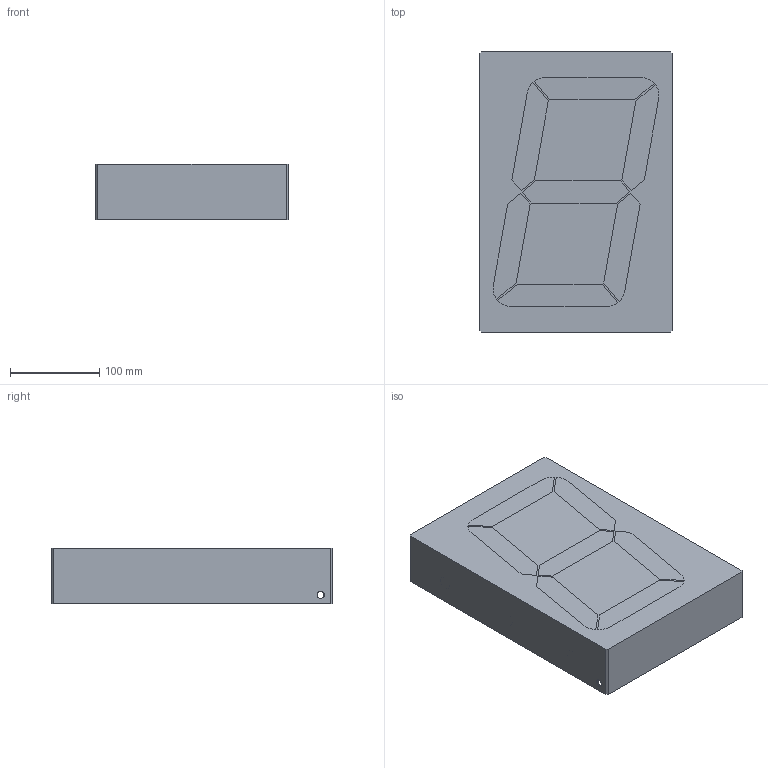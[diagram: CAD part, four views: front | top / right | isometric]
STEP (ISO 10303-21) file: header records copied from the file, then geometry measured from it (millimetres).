
FILE_DESCRIPTION(/* description */ (''),/* implementation_level */ '2;1');
FILE_NAME(/* name */ 'Segment H2D v26.step',/* time_stamp */ '2025-07-06T12:52:28-04:00',/* author */ (''),/* organization */ (''),/* preprocessor_version */ 'ST-DEVELOPER v20.1',/* originating_system */ 'Autodesk Translation Framework v14.10.0.0',/* authorisation */ '');
FILE_SCHEMA (('AUTOMOTIVE_DESIGN { 1 0 10303 214 3 1 1 }'));
Length unit declared in the file: millimetre
Products named in the file (1): Segment H2D
Bounding box: 215.1 x 313.65 x 62 mm (x, y, z)
Volume: 374132 mm3; surface area: 391976.5 mm2
Topology: 8 solids, 8 shells, 940 faces, 2508 edges, 1603 vertices
Faces by surface type: plane 389, bspline 269, cylinder 171, cone 85, sphere 14, torus 12
Full cylindrical faces by diameter (mm): 4.2 x4, 8 x2, 9 x25, 12.5 x21, 16 x21
Entity records: 34685 total; most frequent: CARTESIAN_POINT 12575, ORIENTED_EDGE 5016, DIRECTION 3991, EDGE_CURVE 2508, VERTEX_POINT 1603, AXIS2_PLACEMENT_3D 1388, LINE 1215, VECTOR 1215
